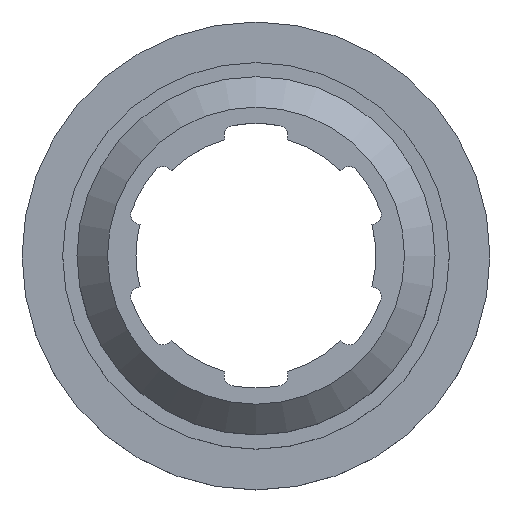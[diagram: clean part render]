
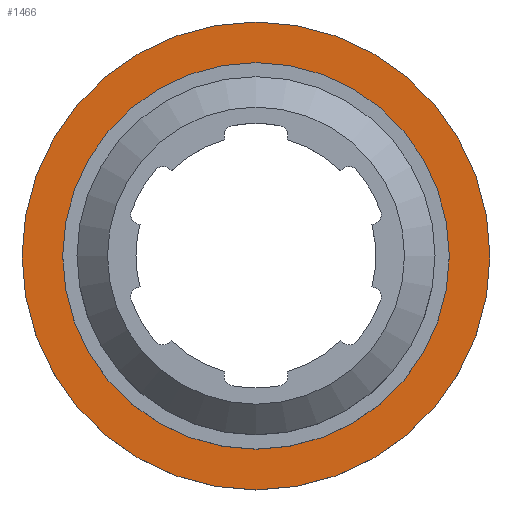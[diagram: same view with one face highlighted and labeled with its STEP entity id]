
A CAD part, top view. The second image highlights one B-rep face of the part: STEP entity #1466.
In plain terms, the highlighted planar face has unit normal (0, 0, 1).
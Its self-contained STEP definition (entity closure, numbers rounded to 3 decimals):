
#1425 = EDGE_CURVE('',#1426,#1426,#1428,.T.);
#1426 = VERTEX_POINT('',#1427);
#1427 = CARTESIAN_POINT('',(-4.75,0.,1.4));
#1428 = CIRCLE('',#1429,4.75);
#1429 = AXIS2_PLACEMENT_3D('',#1430,#1431,#1432);
#1430 = CARTESIAN_POINT('',(0.,0.,1.4));
#1431 = DIRECTION('',(0.,0.,1.));
#1432 = DIRECTION('',(-1.,0.,0.));
#1466 = ADVANCED_FACE('',(#1467,#1478),#1481,.T.);
#1467 = FACE_BOUND('',#1468,.T.);
#1468 = EDGE_LOOP('',(#1469));
#1469 = ORIENTED_EDGE('',*,*,#1470,.T.);
#1470 = EDGE_CURVE('',#1471,#1471,#1473,.T.);
#1471 = VERTEX_POINT('',#1472);
#1472 = CARTESIAN_POINT('',(-5.75,0.,1.4));
#1473 = CIRCLE('',#1474,5.75);
#1474 = AXIS2_PLACEMENT_3D('',#1475,#1476,#1477);
#1475 = CARTESIAN_POINT('',(0.,0.,1.4));
#1476 = DIRECTION('',(0.,0.,1.));
#1477 = DIRECTION('',(-1.,0.,0.));
#1478 = FACE_BOUND('',#1479,.T.);
#1479 = EDGE_LOOP('',(#1480));
#1480 = ORIENTED_EDGE('',*,*,#1425,.F.);
#1481 = PLANE('',#1482);
#1482 = AXIS2_PLACEMENT_3D('',#1483,#1484,#1485);
#1483 = CARTESIAN_POINT('',(0.,0.,1.4));
#1484 = DIRECTION('',(0.,0.,1.));
#1485 = DIRECTION('',(-1.,0.,0.));
